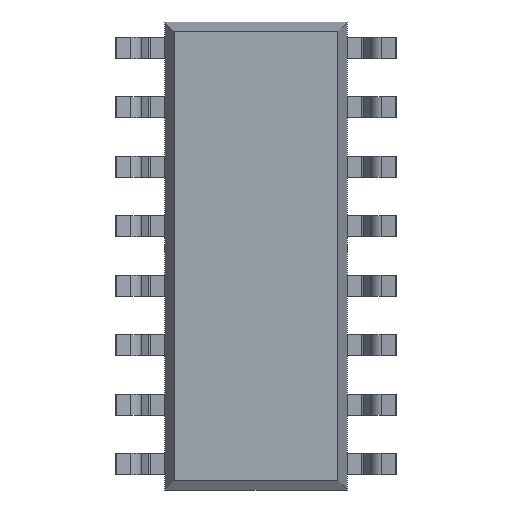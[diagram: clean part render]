
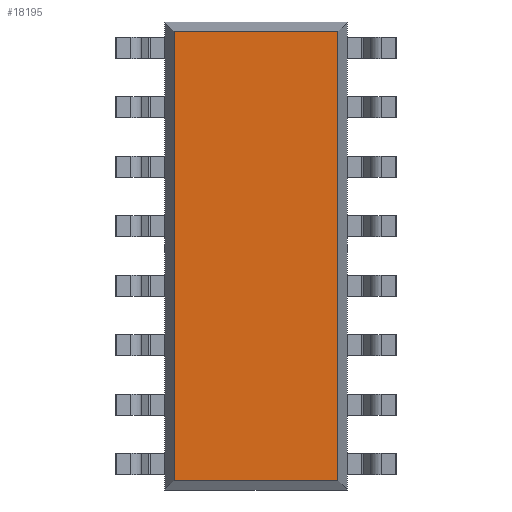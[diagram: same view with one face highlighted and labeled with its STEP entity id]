
A CAD part, front view. The second image highlights one B-rep face of the part: STEP entity #18195.
In plain terms, the highlighted planar face has unit normal (0, -1, 0).
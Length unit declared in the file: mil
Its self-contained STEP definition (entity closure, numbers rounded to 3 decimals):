
#1241 = VECTOR ( 'NONE', #11068, 39370.079 ) ;
#2379 = LINE ( 'NONE', #20625, #8781 ) ;
#2425 = CARTESIAN_POINT ( 'NONE',  ( 68.86, 3.937, 188.939 ) ) ;
#2562 = VERTEX_POINT ( 'NONE', #2425 ) ;
#4210 = CARTESIAN_POINT ( 'NONE',  ( 68.86, 3.937, -188.939 ) ) ;
#6135 = AXIS2_PLACEMENT_3D ( 'NONE', #12992, #13286, #29489 ) ;
#6453 = VECTOR ( 'NONE', #29089, 39370.079 ) ;
#6785 = LINE ( 'NONE', #9150, #12533 ) ;
#8781 = VECTOR ( 'NONE', #15563, 39370.079 ) ;
#8804 = CARTESIAN_POINT ( 'NONE',  ( -76.772, 3.937, -188.939 ) ) ;
#8920 = PLANE ( 'NONE',  #6135 ) ;
#9102 = LINE ( 'NONE', #20638, #1241 ) ;
#9150 = CARTESIAN_POINT ( 'NONE',  ( 76.772, 3.937, 188.939 ) ) ;
#10898 = ORIENTED_EDGE ( 'NONE', *, *, #15405, .T. ) ;
#11068 = DIRECTION ( 'NONE',  ( 0., 0., 1. ) ) ;
#12533 = VECTOR ( 'NONE', #20266, 39370.079 ) ;
#12620 = EDGE_CURVE ( 'NONE', #2562, #26696, #6785, .T. ) ;
#12992 = CARTESIAN_POINT ( 'NONE',  ( 0., 3.937, 0. ) ) ;
#13286 = DIRECTION ( 'NONE',  ( 0., -1., 0. ) ) ;
#13747 = LINE ( 'NONE', #8804, #6453 ) ;
#14047 = CARTESIAN_POINT ( 'NONE',  ( -68.86, 3.937, 188.939 ) ) ;
#15405 = EDGE_CURVE ( 'NONE', #21702, #2562, #9102, .T. ) ;
#15460 = ORIENTED_EDGE ( 'NONE', *, *, #12620, .T. ) ;
#15563 = DIRECTION ( 'NONE',  ( 0., 0., -1. ) ) ;
#17018 = VERTEX_POINT ( 'NONE', #17314 ) ;
#17236 = EDGE_LOOP ( 'NONE', ( #21202, #10898, #15460, #22393 ) ) ;
#17314 = CARTESIAN_POINT ( 'NONE',  ( -68.86, 3.937, -188.939 ) ) ;
#18195 = ADVANCED_FACE ( 'NONE', ( #29054 ), #8920, .T. ) ;
#20266 = DIRECTION ( 'NONE',  ( -1., 0., 0. ) ) ;
#20625 = CARTESIAN_POINT ( 'NONE',  ( -68.86, 3.937, 196.85 ) ) ;
#20638 = CARTESIAN_POINT ( 'NONE',  ( 68.86, 3.937, -196.85 ) ) ;
#21202 = ORIENTED_EDGE ( 'NONE', *, *, #22403, .T. ) ;
#21702 = VERTEX_POINT ( 'NONE', #4210 ) ;
#21716 = EDGE_CURVE ( 'NONE', #26696, #17018, #2379, .T. ) ;
#22393 = ORIENTED_EDGE ( 'NONE', *, *, #21716, .T. ) ;
#22403 = EDGE_CURVE ( 'NONE', #17018, #21702, #13747, .T. ) ;
#26696 = VERTEX_POINT ( 'NONE', #14047 ) ;
#29054 = FACE_OUTER_BOUND ( 'NONE', #17236, .T. ) ;
#29089 = DIRECTION ( 'NONE',  ( 1., 0., 0. ) ) ;
#29489 = DIRECTION ( 'NONE',  ( 0., 0., -1. ) ) ;
